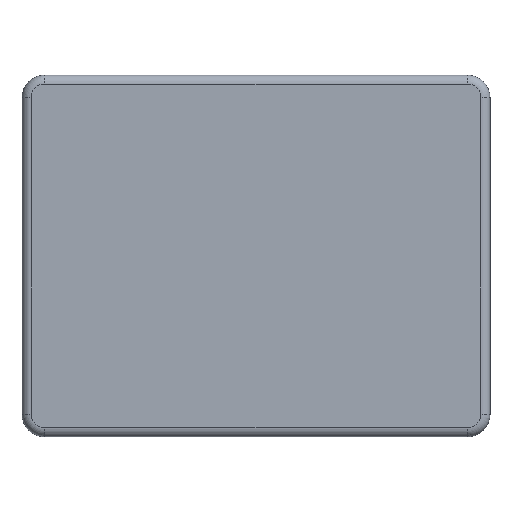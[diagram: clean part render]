
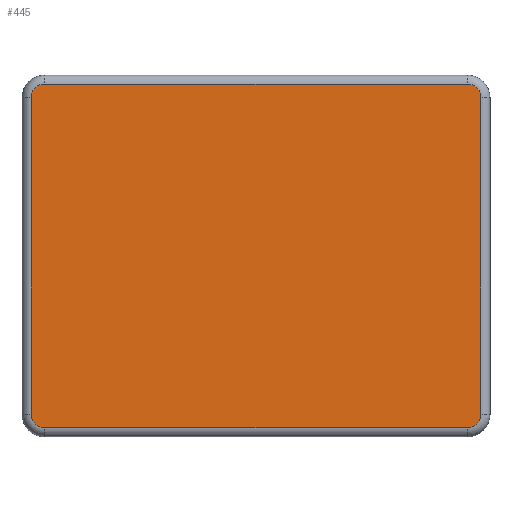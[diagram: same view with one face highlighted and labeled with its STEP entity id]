
A CAD part, top view. The second image highlights one B-rep face of the part: STEP entity #445.
In plain terms, the highlighted planar face has unit normal (0, 0, 1).
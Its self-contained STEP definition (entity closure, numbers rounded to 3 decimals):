
#21=PLANE('',#506);
#46=FACE_OUTER_BOUND('',#73,.T.);
#73=EDGE_LOOP('',(#350,#351,#352,#353,#354,#355,#356,#357));
#87=LINE('',#683,#123);
#112=LINE('',#772,#148);
#113=LINE('',#776,#149);
#114=LINE('',#779,#150);
#123=VECTOR('',#535,10.);
#148=VECTOR('',#626,10.);
#149=VECTOR('',#629,10.);
#150=VECTOR('',#632,10.);
#161=CIRCLE('',#476,0.6);
#163=CIRCLE('',#479,0.6);
#178=CIRCLE('',#507,0.6);
#179=CIRCLE('',#508,0.6);
#186=VERTEX_POINT('',#676);
#189=VERTEX_POINT('',#681);
#191=VERTEX_POINT('',#686);
#192=VERTEX_POINT('',#691);
#220=VERTEX_POINT('',#771);
#221=VERTEX_POINT('',#773);
#222=VERTEX_POINT('',#775);
#223=VERTEX_POINT('',#777);
#229=EDGE_CURVE('',#189,#186,#87,.T.);
#231=EDGE_CURVE('',#191,#189,#161,.T.);
#233=EDGE_CURVE('',#186,#192,#163,.T.);
#272=EDGE_CURVE('',#220,#191,#112,.T.);
#273=EDGE_CURVE('',#221,#220,#178,.T.);
#274=EDGE_CURVE('',#222,#221,#113,.T.);
#275=EDGE_CURVE('',#223,#222,#179,.T.);
#276=EDGE_CURVE('',#192,#223,#114,.T.);
#350=ORIENTED_EDGE('',*,*,#272,.F.);
#351=ORIENTED_EDGE('',*,*,#273,.F.);
#352=ORIENTED_EDGE('',*,*,#274,.F.);
#353=ORIENTED_EDGE('',*,*,#275,.F.);
#354=ORIENTED_EDGE('',*,*,#276,.F.);
#355=ORIENTED_EDGE('',*,*,#233,.F.);
#356=ORIENTED_EDGE('',*,*,#229,.F.);
#357=ORIENTED_EDGE('',*,*,#231,.F.);
#445=ADVANCED_FACE('',(#46),#21,.T.);
#476=AXIS2_PLACEMENT_3D('',#688,#540,#541);
#479=AXIS2_PLACEMENT_3D('',#692,#546,#547);
#506=AXIS2_PLACEMENT_3D('',#770,#624,#625);
#507=AXIS2_PLACEMENT_3D('',#774,#627,#628);
#508=AXIS2_PLACEMENT_3D('',#778,#630,#631);
#535=DIRECTION('',(0.,-1.,0.));
#540=DIRECTION('center_axis',(0.,0.,-1.));
#541=DIRECTION('ref_axis',(0.707,0.707,0.));
#546=DIRECTION('center_axis',(0.,0.,-1.));
#547=DIRECTION('ref_axis',(0.707,-0.707,0.));
#624=DIRECTION('center_axis',(0.,0.,1.));
#625=DIRECTION('ref_axis',(1.,0.,0.));
#626=DIRECTION('',(1.,0.,0.));
#627=DIRECTION('center_axis',(0.,0.,-1.));
#628=DIRECTION('ref_axis',(-0.707,0.707,0.));
#629=DIRECTION('',(0.,1.,0.));
#630=DIRECTION('center_axis',(0.,0.,-1.));
#631=DIRECTION('ref_axis',(-0.707,-0.707,0.));
#632=DIRECTION('',(-1.,0.,0.));
#676=CARTESIAN_POINT('',(9.95,-7.,2.25));
#681=CARTESIAN_POINT('',(9.95,7.,2.25));
#683=CARTESIAN_POINT('',(9.95,-3.5,2.25));
#686=CARTESIAN_POINT('',(9.35,7.6,2.25));
#688=CARTESIAN_POINT('Origin',(9.35,7.,2.25));
#691=CARTESIAN_POINT('',(9.35,-7.6,2.25));
#692=CARTESIAN_POINT('Origin',(9.35,-7.,2.25));
#770=CARTESIAN_POINT('Origin',(-2.35,0.,2.25));
#771=CARTESIAN_POINT('',(-9.35,7.6,2.25));
#772=CARTESIAN_POINT('',(5.85,7.6,2.25));
#773=CARTESIAN_POINT('',(-9.95,7.,2.25));
#774=CARTESIAN_POINT('Origin',(-9.35,7.,2.25));
#775=CARTESIAN_POINT('',(-9.95,-7.,2.25));
#776=CARTESIAN_POINT('',(-9.95,3.5,2.25));
#777=CARTESIAN_POINT('',(-9.35,-7.6,2.25));
#778=CARTESIAN_POINT('Origin',(-9.35,-7.,2.25));
#779=CARTESIAN_POINT('',(-1.15,-7.6,2.25));
